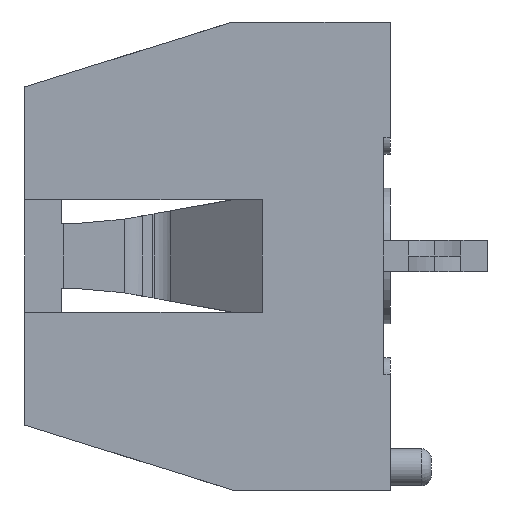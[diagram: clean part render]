
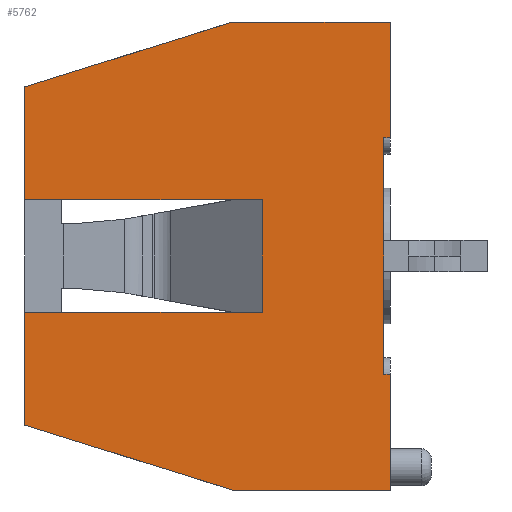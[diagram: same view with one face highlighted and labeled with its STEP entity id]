
A CAD part, left-side view. The second image highlights one B-rep face of the part: STEP entity #5762.
In plain terms, the highlighted planar face has unit normal (-1, 0, 0).
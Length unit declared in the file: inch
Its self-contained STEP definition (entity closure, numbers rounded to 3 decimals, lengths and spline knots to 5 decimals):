
#162 = VERTEX_POINT ( 'NONE', #6320 ) ;
#398 = DIRECTION ( 'NONE',  ( 0., -1., 0. ) ) ;
#494 = CARTESIAN_POINT ( 'NONE',  ( -0.8465, -0.01, -0.1795 ) ) ;
#590 = EDGE_CURVE ( 'NONE', #6830, #2393, #6803, .T. ) ;
#650 = ORIENTED_EDGE ( 'NONE', *, *, #1986, .F. ) ;
#983 = EDGE_CURVE ( 'NONE', #6049, #162, #1196, .T. ) ;
#1080 = CARTESIAN_POINT ( 'NONE',  ( -0.8465, -0.01, 0.3545 ) ) ;
#1196 = LINE ( 'NONE', #2213, #4251 ) ;
#1235 = ORIENTED_EDGE ( 'NONE', *, *, #6517, .F. ) ;
#1279 = VECTOR ( 'NONE', #5429, 39.37008 ) ;
#1289 = VECTOR ( 'NONE', #8156, 39.37008 ) ;
#1390 = VECTOR ( 'NONE', #2631, 39.37008 ) ;
#1439 = LINE ( 'NONE', #4954, #6819 ) ;
#1579 = VERTEX_POINT ( 'NONE', #5100 ) ;
#1636 = EDGE_CURVE ( 'NONE', #4912, #1903, #7523, .T. ) ;
#1722 = ORIENTED_EDGE ( 'NONE', *, *, #590, .T. ) ;
#1903 = VERTEX_POINT ( 'NONE', #2425 ) ;
#1926 = VECTOR ( 'NONE', #7918, 39.37008 ) ;
#1927 = DIRECTION ( 'NONE',  ( 0., -1., 0. ) ) ;
#1986 = EDGE_CURVE ( 'NONE', #1903, #2393, #5886, .T. ) ;
#2014 = CARTESIAN_POINT ( 'NONE',  ( -0.8465, 0.544, 0.085 ) ) ;
#2213 = CARTESIAN_POINT ( 'NONE',  ( -0.8465, -0.01, 0.1795 ) ) ;
#2248 = ORIENTED_EDGE ( 'NONE', *, *, #3768, .T. ) ;
#2268 = VECTOR ( 'NONE', #5737, 39.37008 ) ;
#2282 = VERTEX_POINT ( 'NONE', #4574 ) ;
#2393 = VERTEX_POINT ( 'NONE', #4651 ) ;
#2425 = CARTESIAN_POINT ( 'NONE',  ( -0.8465, 0.544, -0.085 ) ) ;
#2586 = CARTESIAN_POINT ( 'NONE',  ( -0.8465, -0.01, -0.1795 ) ) ;
#2631 = DIRECTION ( 'NONE',  ( 0., 0., 1. ) ) ;
#2669 = DIRECTION ( 'NONE',  ( 0., 0., 1. ) ) ;
#2753 = ORIENTED_EDGE ( 'NONE', *, *, #3879, .T. ) ;
#2886 = DIRECTION ( 'NONE',  ( 0., 1., 0. ) ) ;
#2896 = VERTEX_POINT ( 'NONE', #7568 ) ;
#2933 = ORIENTED_EDGE ( 'NONE', *, *, #8663, .T. ) ;
#3324 = VECTOR ( 'NONE', #2669, 39.37008 ) ;
#3347 = EDGE_CURVE ( 'NONE', #2282, #2896, #7729, .T. ) ;
#3549 = LINE ( 'NONE', #7397, #8777 ) ;
#3618 = ORIENTED_EDGE ( 'NONE', *, *, #5928, .F. ) ;
#3646 = CARTESIAN_POINT ( 'NONE',  ( -0.8465, -0.01, 0. ) ) ;
#3717 = CARTESIAN_POINT ( 'NONE',  ( -0.8465, 0.544, -0.085 ) ) ;
#3753 = EDGE_CURVE ( 'NONE', #1579, #162, #6114, .T. ) ;
#3768 = EDGE_CURVE ( 'NONE', #7345, #1579, #4946, .T. ) ;
#3779 = CARTESIAN_POINT ( 'NONE',  ( -0.8465, 0.544, 0.3545 ) ) ;
#3787 = CARTESIAN_POINT ( 'NONE',  ( -0.8465, 0., 0.3545 ) ) ;
#3869 = DIRECTION ( 'NONE',  ( 0., 0., -1. ) ) ;
#3879 = EDGE_CURVE ( 'NONE', #6725, #6584, #5595, .T. ) ;
#4006 = DIRECTION ( 'NONE',  ( 0., 0.954, -0.298 ) ) ;
#4044 = CARTESIAN_POINT ( 'NONE',  ( -0.8465, -0.01, 0. ) ) ;
#4159 = CARTESIAN_POINT ( 'NONE',  ( -0.8465, 0.544, -0.25607 ) ) ;
#4251 = VECTOR ( 'NONE', #2886, 39.37008 ) ;
#4275 = LINE ( 'NONE', #4044, #4480 ) ;
#4374 = CARTESIAN_POINT ( 'NONE',  ( -0.8465, 0.184, 0. ) ) ;
#4382 = CARTESIAN_POINT ( 'NONE',  ( -0.8465, 0.544, -0.3545 ) ) ;
#4398 = ORIENTED_EDGE ( 'NONE', *, *, #1636, .F. ) ;
#4480 = VECTOR ( 'NONE', #5657, 39.37008 ) ;
#4574 = CARTESIAN_POINT ( 'NONE',  ( -0.8465, 0.22904, -0.3545 ) ) ;
#4604 = VECTOR ( 'NONE', #5700, 39.37008 ) ;
#4651 = CARTESIAN_POINT ( 'NONE',  ( -0.8465, 0.184, -0.085 ) ) ;
#4885 = VERTEX_POINT ( 'NONE', #2014 ) ;
#4912 = VERTEX_POINT ( 'NONE', #4159 ) ;
#4932 = ORIENTED_EDGE ( 'NONE', *, *, #8317, .F. ) ;
#4946 = LINE ( 'NONE', #494, #1289 ) ;
#4954 = CARTESIAN_POINT ( 'NONE',  ( -0.8465, 0.544, 0.3545 ) ) ;
#4995 = DIRECTION ( 'NONE',  ( 0., 0., -1. ) ) ;
#5005 = EDGE_LOOP ( 'NONE', ( #650, #4398, #2933, #7107, #1235, #2248, #5338, #6629, #4932, #7211, #2753, #3618, #7056, #1722 ) ) ;
#5100 = CARTESIAN_POINT ( 'NONE',  ( -0.8465, 0., -0.1795 ) ) ;
#5115 = FACE_OUTER_BOUND ( 'NONE', #5005, .T. ) ;
#5150 = LINE ( 'NONE', #3646, #8281 ) ;
#5338 = ORIENTED_EDGE ( 'NONE', *, *, #3753, .T. ) ;
#5339 = CARTESIAN_POINT ( 'NONE',  ( -0.8465, 0.544, 0.3545 ) ) ;
#5429 = DIRECTION ( 'NONE',  ( 0., -0.954, -0.298 ) ) ;
#5595 = LINE ( 'NONE', #6695, #6013 ) ;
#5649 = EDGE_CURVE ( 'NONE', #6725, #6809, #1439, .T. ) ;
#5657 = DIRECTION ( 'NONE',  ( 0., 0., -1. ) ) ;
#5700 = DIRECTION ( 'NONE',  ( 0., -1., 0. ) ) ;
#5737 = DIRECTION ( 'NONE',  ( 0., 0., -1. ) ) ;
#5762 = ADVANCED_FACE ( 'NONE', ( #5115 ), #8664, .F. ) ;
#5775 = CARTESIAN_POINT ( 'NONE',  ( -0.8465, 0.184, 0.085 ) ) ;
#5808 = AXIS2_PLACEMENT_3D ( 'NONE', #3779, #7971, #3869 ) ;
#5886 = LINE ( 'NONE', #3717, #8380 ) ;
#5928 = EDGE_CURVE ( 'NONE', #4885, #6584, #7592, .T. ) ;
#6013 = VECTOR ( 'NONE', #4006, 39.37008 ) ;
#6049 = VERTEX_POINT ( 'NONE', #6084 ) ;
#6084 = CARTESIAN_POINT ( 'NONE',  ( -0.8465, -0.01, 0.1795 ) ) ;
#6114 = LINE ( 'NONE', #3787, #1926 ) ;
#6320 = CARTESIAN_POINT ( 'NONE',  ( -0.8465, 0., 0.1795 ) ) ;
#6517 = EDGE_CURVE ( 'NONE', #7345, #2896, #4275, .T. ) ;
#6584 = VERTEX_POINT ( 'NONE', #8338 ) ;
#6629 = ORIENTED_EDGE ( 'NONE', *, *, #983, .F. ) ;
#6695 = CARTESIAN_POINT ( 'NONE',  ( -0.8465, 0.544, 0.25607 ) ) ;
#6725 = VERTEX_POINT ( 'NONE', #7004 ) ;
#6732 = CARTESIAN_POINT ( 'NONE',  ( -0.8465, 0.544, 0.3545 ) ) ;
#6803 = LINE ( 'NONE', #4374, #2268 ) ;
#6809 = VERTEX_POINT ( 'NONE', #1080 ) ;
#6819 = VECTOR ( 'NONE', #7123, 39.37008 ) ;
#6830 = VERTEX_POINT ( 'NONE', #5775 ) ;
#6855 = EDGE_CURVE ( 'NONE', #4885, #6830, #3549, .T. ) ;
#7004 = CARTESIAN_POINT ( 'NONE',  ( -0.8465, 0.22904, 0.3545 ) ) ;
#7056 = ORIENTED_EDGE ( 'NONE', *, *, #6855, .T. ) ;
#7107 = ORIENTED_EDGE ( 'NONE', *, *, #3347, .T. ) ;
#7123 = DIRECTION ( 'NONE',  ( 0., -1., 0. ) ) ;
#7211 = ORIENTED_EDGE ( 'NONE', *, *, #5649, .F. ) ;
#7345 = VERTEX_POINT ( 'NONE', #2586 ) ;
#7397 = CARTESIAN_POINT ( 'NONE',  ( -0.8465, 0.544, 0.085 ) ) ;
#7412 = LINE ( 'NONE', #7459, #1279 ) ;
#7459 = CARTESIAN_POINT ( 'NONE',  ( -0.8465, 0.544, -0.25607 ) ) ;
#7523 = LINE ( 'NONE', #5339, #1390 ) ;
#7568 = CARTESIAN_POINT ( 'NONE',  ( -0.8465, -0.01, -0.3545 ) ) ;
#7592 = LINE ( 'NONE', #6732, #3324 ) ;
#7729 = LINE ( 'NONE', #4382, #4604 ) ;
#7918 = DIRECTION ( 'NONE',  ( 0., 0., 1. ) ) ;
#7971 = DIRECTION ( 'NONE',  ( 1., 0., 0. ) ) ;
#8156 = DIRECTION ( 'NONE',  ( 0., 1., 0. ) ) ;
#8281 = VECTOR ( 'NONE', #4995, 39.37008 ) ;
#8317 = EDGE_CURVE ( 'NONE', #6809, #6049, #5150, .T. ) ;
#8338 = CARTESIAN_POINT ( 'NONE',  ( -0.8465, 0.544, 0.25607 ) ) ;
#8380 = VECTOR ( 'NONE', #398, 39.37008 ) ;
#8663 = EDGE_CURVE ( 'NONE', #4912, #2282, #7412, .T. ) ;
#8664 = PLANE ( 'NONE',  #5808 ) ;
#8777 = VECTOR ( 'NONE', #1927, 39.37008 ) ;
